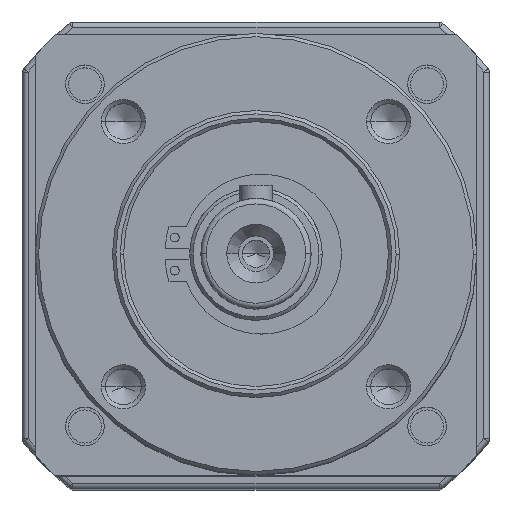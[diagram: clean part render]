
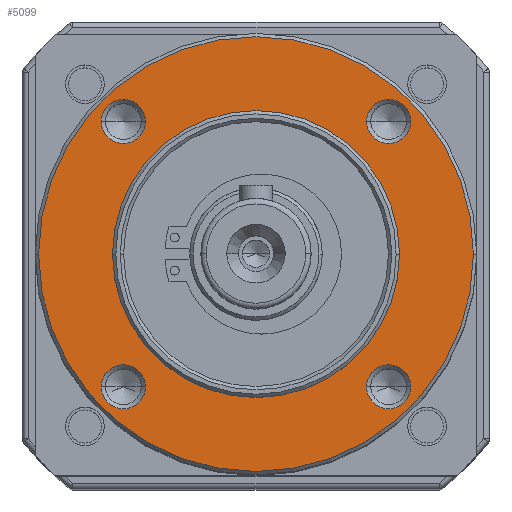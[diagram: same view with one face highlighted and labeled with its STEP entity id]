
A CAD part, top view. The second image highlights one B-rep face of the part: STEP entity #5099.
In plain terms, the highlighted planar face has unit normal (0, 0, 1).
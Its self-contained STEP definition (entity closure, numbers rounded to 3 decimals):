
#193 = CIRCLE ( 'NONE', #195, 2. ) ;
#195 = AXIS2_PLACEMENT_3D ( 'NONE', #2183, #2184, #2185 ) ;
#197 = CIRCLE ( 'NONE', #206, 19.7 ) ;
#206 = AXIS2_PLACEMENT_3D ( 'NONE', #2203, #2204, #2205 ) ;
#534 = VERTEX_POINT ( 'NONE', #2830 ) ;
#557 = VERTEX_POINT ( 'NONE', #2826 ) ;
#583 = PLANE ( 'NONE',  #1106 ) ;
#584 = CARTESIAN_POINT ( 'NONE',  ( -20.094, -19.7, 130.3 ) ) ;
#585 = DIRECTION ( 'NONE',  ( 0., 0., 1. ) ) ;
#586 = DIRECTION ( 'NONE',  ( 1., 0., 0. ) ) ;
#657 = CARTESIAN_POINT ( 'NONE',  ( -12.021, -12.021, 130.3 ) ) ;
#658 = DIRECTION ( 'NONE',  ( 0., 0., -1. ) ) ;
#659 = DIRECTION ( 'NONE',  ( 1., 0., 0. ) ) ;
#667 = CARTESIAN_POINT ( 'NONE',  ( -12.021, 12.021, 130.3 ) ) ;
#668 = DIRECTION ( 'NONE',  ( 0., 0., -1. ) ) ;
#669 = DIRECTION ( 'NONE',  ( 1., 0., 0. ) ) ;
#677 = CARTESIAN_POINT ( 'NONE',  ( 12.021, 12.021, 130.3 ) ) ;
#678 = DIRECTION ( 'NONE',  ( 0., 0., -1. ) ) ;
#679 = DIRECTION ( 'NONE',  ( 1., 0., 0. ) ) ;
#687 = CARTESIAN_POINT ( 'NONE',  ( 0., 0., 130.3 ) ) ;
#688 = DIRECTION ( 'NONE',  ( 0., 0., -1. ) ) ;
#689 = DIRECTION ( 'NONE',  ( -1., 0., 0. ) ) ;
#856 = CIRCLE ( 'NONE', #867, 2. ) ;
#865 = CIRCLE ( 'NONE', #873, 2. ) ;
#867 = AXIS2_PLACEMENT_3D ( 'NONE', #657, #658, #659 ) ;
#872 = CIRCLE ( 'NONE', #879, 2. ) ;
#873 = AXIS2_PLACEMENT_3D ( 'NONE', #667, #668, #669 ) ;
#878 = CIRCLE ( 'NONE', #885, 13. ) ;
#879 = AXIS2_PLACEMENT_3D ( 'NONE', #677, #678, #679 ) ;
#885 = AXIS2_PLACEMENT_3D ( 'NONE', #687, #688, #689 ) ;
#1106 = AXIS2_PLACEMENT_3D ( 'NONE', #584, #585, #586 ) ;
#1418 = VERTEX_POINT ( 'NONE', #5232 ) ;
#1422 = VERTEX_POINT ( 'NONE', #5202 ) ;
#1424 = VERTEX_POINT ( 'NONE', #5231 ) ;
#1443 = VERTEX_POINT ( 'NONE', #5209 ) ;
#2040 = EDGE_LOOP ( 'NONE', ( #3226, #3227 ) ) ;
#2057 = EDGE_LOOP ( 'NONE', ( #3220, #3221 ) ) ;
#2066 = EDGE_LOOP ( 'NONE', ( #3224, #3225 ) ) ;
#2077 = EDGE_LOOP ( 'NONE', ( #3222, #3223 ) ) ;
#2111 = EDGE_CURVE ( 'NONE', #534, #557, #5874, .T. ) ;
#2113 = EDGE_CURVE ( 'NONE', #1422, #5779, #5870, .T. ) ;
#2114 = EDGE_CURVE ( 'NONE', #1424, #1443, #5867, .T. ) ;
#2115 = EDGE_CURVE ( 'NONE', #5786, #1418, #5879, .T. ) ;
#2116 = EDGE_CURVE ( 'NONE', #5769, #5794, #5866, .T. ) ;
#2117 = EDGE_CURVE ( 'NONE', #5783, #5775, #5857, .T. ) ;
#2183 = CARTESIAN_POINT ( 'NONE',  ( 12.021, -12.021, 130.3 ) ) ;
#2184 = DIRECTION ( 'NONE',  ( 0., 0., -1. ) ) ;
#2185 = DIRECTION ( 'NONE',  ( 1., 0., 0. ) ) ;
#2203 = CARTESIAN_POINT ( 'NONE',  ( 0., 0., 130.3 ) ) ;
#2204 = DIRECTION ( 'NONE',  ( 0., 0., -1. ) ) ;
#2205 = DIRECTION ( 'NONE',  ( -1., 0., 0. ) ) ;
#2826 = CARTESIAN_POINT ( 'NONE',  ( -19.7, 0., 130.3 ) ) ;
#2830 = CARTESIAN_POINT ( 'NONE',  ( 19.7, 0., 130.3 ) ) ;
#3166 = CARTESIAN_POINT ( 'NONE',  ( 0., 0., 130.3 ) ) ;
#3168 = DIRECTION ( 'NONE',  ( 0., 0., -1. ) ) ;
#3175 = DIRECTION ( 'NONE',  ( -1., 0., 0. ) ) ;
#3216 = ORIENTED_EDGE ( 'NONE', *, *, #4578, .T. ) ;
#3217 = ORIENTED_EDGE ( 'NONE', *, *, #2113, .T. ) ;
#3218 = ORIENTED_EDGE ( 'NONE', *, *, #5126, .T. ) ;
#3219 = ORIENTED_EDGE ( 'NONE', *, *, #2114, .T. ) ;
#3220 = ORIENTED_EDGE ( 'NONE', *, *, #5130, .T. ) ;
#3221 = ORIENTED_EDGE ( 'NONE', *, *, #2115, .T. ) ;
#3222 = ORIENTED_EDGE ( 'NONE', *, *, #5134, .T. ) ;
#3223 = ORIENTED_EDGE ( 'NONE', *, *, #2116, .T. ) ;
#3224 = ORIENTED_EDGE ( 'NONE', *, *, #5138, .T. ) ;
#3225 = ORIENTED_EDGE ( 'NONE', *, *, #2117, .T. ) ;
#3226 = ORIENTED_EDGE ( 'NONE', *, *, #4586, .F. ) ;
#3227 = ORIENTED_EDGE ( 'NONE', *, *, #2111, .F. ) ;
#3368 = CARTESIAN_POINT ( 'NONE',  ( 10.021, 12.021, 130.3 ) ) ;
#3372 = CARTESIAN_POINT ( 'NONE',  ( -13., 0., 130.3 ) ) ;
#3374 = CARTESIAN_POINT ( 'NONE',  ( 14.021, -12.021, 130.3 ) ) ;
#3378 = CARTESIAN_POINT ( 'NONE',  ( 13., 0., 130.3 ) ) ;
#3381 = CARTESIAN_POINT ( 'NONE',  ( -14.021, 12.021, 130.3 ) ) ;
#3387 = CARTESIAN_POINT ( 'NONE',  ( 14.021, 12.021, 130.3 ) ) ;
#4578 = EDGE_CURVE ( 'NONE', #5779, #1422, #193, .T. ) ;
#4586 = EDGE_CURVE ( 'NONE', #557, #534, #197, .T. ) ;
#5099 = ADVANCED_FACE ( 'NONE', ( #5912, #5913, #5914, #5915, #5916, #5917 ), #583, .T. ) ;
#5126 = EDGE_CURVE ( 'NONE', #1443, #1424, #856, .T. ) ;
#5130 = EDGE_CURVE ( 'NONE', #1418, #5786, #865, .T. ) ;
#5134 = EDGE_CURVE ( 'NONE', #5794, #5769, #872, .T. ) ;
#5138 = EDGE_CURVE ( 'NONE', #5775, #5783, #878, .T. ) ;
#5202 = CARTESIAN_POINT ( 'NONE',  ( 10.021, -12.021, 130.3 ) ) ;
#5209 = CARTESIAN_POINT ( 'NONE',  ( -10.021, -12.021, 130.3 ) ) ;
#5231 = CARTESIAN_POINT ( 'NONE',  ( -14.021, -12.021, 130.3 ) ) ;
#5232 = CARTESIAN_POINT ( 'NONE',  ( -10.021, 12.021, 130.3 ) ) ;
#5312 = EDGE_LOOP ( 'NONE', ( #3216, #3217 ) ) ;
#5365 = EDGE_LOOP ( 'NONE', ( #3218, #3219 ) ) ;
#5769 = VERTEX_POINT ( 'NONE', #3368 ) ;
#5775 = VERTEX_POINT ( 'NONE', #3372 ) ;
#5779 = VERTEX_POINT ( 'NONE', #3374 ) ;
#5783 = VERTEX_POINT ( 'NONE', #3378 ) ;
#5786 = VERTEX_POINT ( 'NONE', #3381 ) ;
#5794 = VERTEX_POINT ( 'NONE', #3387 ) ;
#5855 = AXIS2_PLACEMENT_3D ( 'NONE', #5894, #5892, #5884 ) ;
#5856 = AXIS2_PLACEMENT_3D ( 'NONE', #5893, #5889, #5883 ) ;
#5857 = CIRCLE ( 'NONE', #5856, 13. ) ;
#5858 = AXIS2_PLACEMENT_3D ( 'NONE', #5880, #5882, #5886 ) ;
#5862 = AXIS2_PLACEMENT_3D ( 'NONE', #3166, #3168, #3175 ) ;
#5866 = CIRCLE ( 'NONE', #5871, 2. ) ;
#5867 = CIRCLE ( 'NONE', #5855, 2. ) ;
#5868 = AXIS2_PLACEMENT_3D ( 'NONE', #5885, #5881, #5891 ) ;
#5870 = CIRCLE ( 'NONE', #5868, 2. ) ;
#5871 = AXIS2_PLACEMENT_3D ( 'NONE', #5887, #5888, #5890 ) ;
#5874 = CIRCLE ( 'NONE', #5862, 19.7 ) ;
#5879 = CIRCLE ( 'NONE', #5858, 2. ) ;
#5880 = CARTESIAN_POINT ( 'NONE',  ( -12.021, 12.021, 130.3 ) ) ;
#5881 = DIRECTION ( 'NONE',  ( 0., 0., -1. ) ) ;
#5882 = DIRECTION ( 'NONE',  ( 0., 0., -1. ) ) ;
#5883 = DIRECTION ( 'NONE',  ( -1., 0., 0. ) ) ;
#5884 = DIRECTION ( 'NONE',  ( 1., 0., 0. ) ) ;
#5885 = CARTESIAN_POINT ( 'NONE',  ( 12.021, -12.021, 130.3 ) ) ;
#5886 = DIRECTION ( 'NONE',  ( 1., 0., 0. ) ) ;
#5887 = CARTESIAN_POINT ( 'NONE',  ( 12.021, 12.021, 130.3 ) ) ;
#5888 = DIRECTION ( 'NONE',  ( 0., 0., -1. ) ) ;
#5889 = DIRECTION ( 'NONE',  ( 0., 0., -1. ) ) ;
#5890 = DIRECTION ( 'NONE',  ( 1., 0., 0. ) ) ;
#5891 = DIRECTION ( 'NONE',  ( 1., 0., 0. ) ) ;
#5892 = DIRECTION ( 'NONE',  ( 0., 0., -1. ) ) ;
#5893 = CARTESIAN_POINT ( 'NONE',  ( 0., 0., 130.3 ) ) ;
#5894 = CARTESIAN_POINT ( 'NONE',  ( -12.021, -12.021, 130.3 ) ) ;
#5912 = FACE_BOUND ( 'NONE', #5312, .T. ) ;
#5913 = FACE_BOUND ( 'NONE', #5365, .T. ) ;
#5914 = FACE_BOUND ( 'NONE', #2057, .T. ) ;
#5915 = FACE_BOUND ( 'NONE', #2077, .T. ) ;
#5916 = FACE_BOUND ( 'NONE', #2066, .T. ) ;
#5917 = FACE_OUTER_BOUND ( 'NONE', #2040, .T. ) ;
